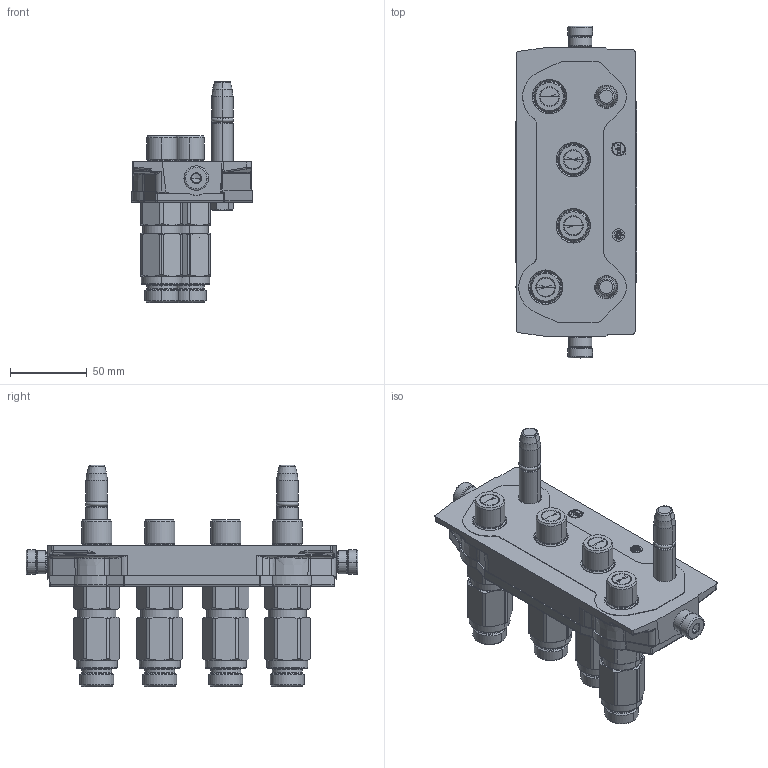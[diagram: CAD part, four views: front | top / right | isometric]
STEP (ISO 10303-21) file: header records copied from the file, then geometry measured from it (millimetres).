
FILE_DESCRIPTION (( 'STEP AP214' ), '1' );
FILE_NAME ('FASTER.step', '2021-10-20T08:37:58', ( '' ), ( '' ), 'SwSTEP 2.0', 'SolidWorks 2017', '' );
FILE_SCHEMA (( 'AUTOMOTIVE_DESIGN' ));
Length unit declared in the file: millimetre
Products named in the file (12): 4832_010_0001_000; PS06_M_BASE; or2_62x9_19_m; 4800_315_0002_000; 3ffnp38-2_22m; 4830_021_0000_000; et002; 4830_028_1000_002; 4830_013_3000_020; 1540_080_0008_000; FASTER
Assembly tree (19 placements, depth 3):
  FASTER
    PS06_M_BASE
      4832_010_0001_000
      1540_080_0008_000  x2
      4830_013_3000_020  x2
      4830_028_1000_002  x2
      4830_021_0000_000  x2
      4800_315_0002_000
      or2_62x9_19_m  x2
    3ffnp38-2_22m  x4
      3ffnp38-2_22m
    et002
Bounding box: 79.23 x 216 x 144 mm (x, y, z)
Volume: 12527.4 mm3; surface area: 164185.3 mm2
Topology: 6 solids, 49 shells, 4212 faces, 10726 edges, 6719 vertices
Faces by surface type: plane 2204, cylinder 795, bspline 547, cone 406, torus 218, sphere 42
Entity records: 158091 total; most frequent: CARTESIAN_POINT 70245, ORIENTED_EDGE 18978, DIRECTION 15386, EDGE_CURVE 9528, LINE 6246, VECTOR 6246, VERTEX_POINT 5997, AXIS2_PLACEMENT_3D 4570
